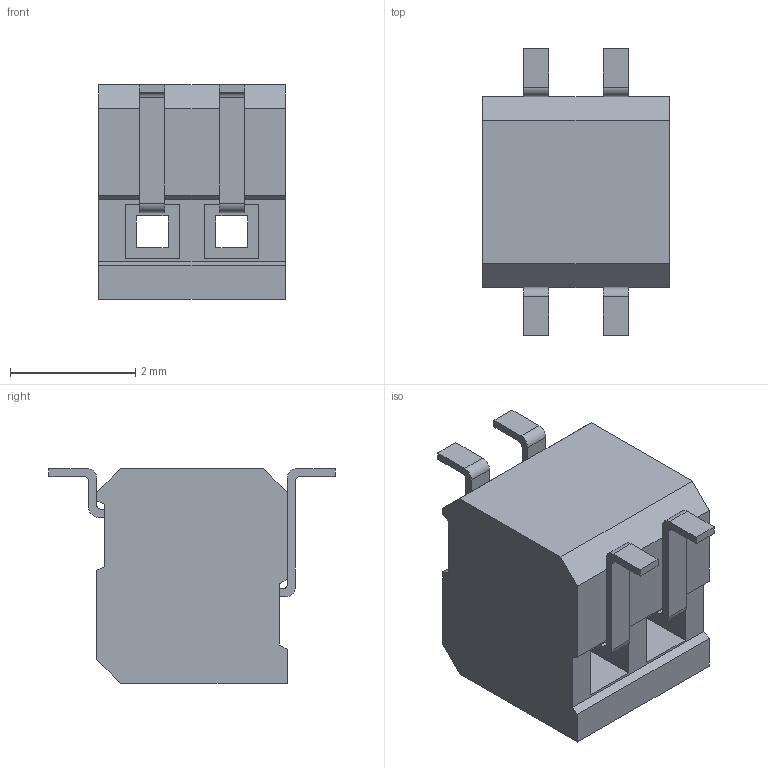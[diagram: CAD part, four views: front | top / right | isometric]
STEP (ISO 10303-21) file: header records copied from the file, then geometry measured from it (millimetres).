
FILE_DESCRIPTION(/* description */ ('STEP AP214'),/* implementation_level */ '2;1');
FILE_NAME(/* name */ 'CLP-102-02-F-DH-TR',/* time_stamp */ '2024-10-10T00:49:09+02:00',/* author */ ('License CC BY-ND 4.0'),/* organization */ ('CADENAS'),/* preprocessor_version */ 'ST-DEVELOPER v19.3',/* originating_system */ 'PARTsolutions',/* authorisation */ ' ');
FILE_SCHEMA (('AUTOMOTIVE_DESIGN {1 0 10303 214 3 1 1}'));
Length unit declared in the file: inch
Products named in the file (4): CLP-102-02-F-DH-TR; CLP-102-2-F-DH-TR_terminal; C-70-04-1-F-02_Pin_2_dh; C-70-05-1-F-02_Pin_dh
Assembly tree (3 placements, depth 2):
  CLP-102-02-F-DH-TR
    CLP-102-2-F-DH-TR_terminal
    C-70-04-1-F-02_Pin_2_dh
    C-70-05-1-F-02_Pin_dh
Bounding box: 2.97 x 4.57 x 3.43 mm (x, y, z)
Volume: 22.1 mm3; surface area: 107 mm2
Topology: 3 solids, 3 shells, 113 faces, 301 edges, 198 vertices
Faces by surface type: plane 97, cylinder 16
Entity records: 3575 total; most frequent: CARTESIAN_POINT 616, ORIENTED_EDGE 602, DIRECTION 567, EDGE_CURVE 301, LINE 269, VECTOR 269, VERTEX_POINT 198, AXIS2_PLACEMENT_3D 149
